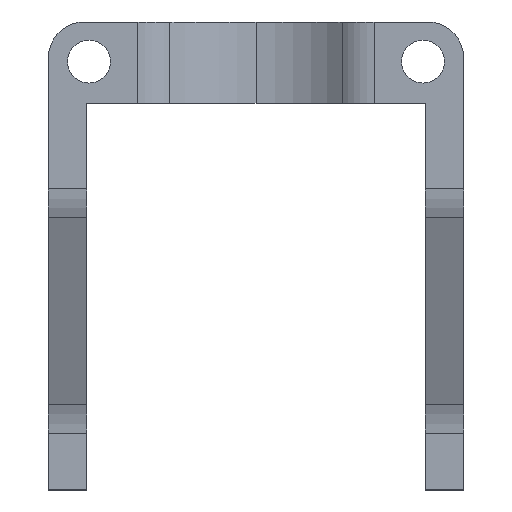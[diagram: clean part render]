
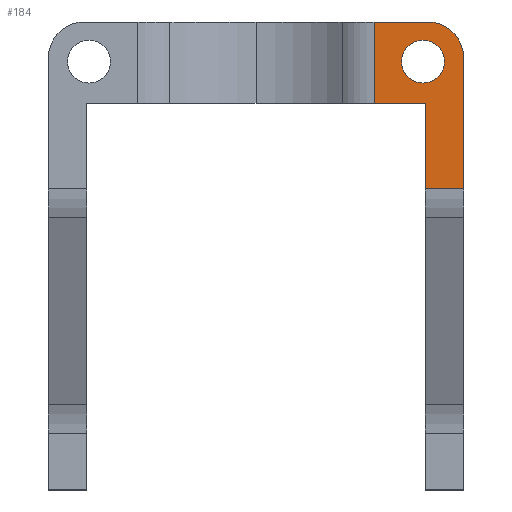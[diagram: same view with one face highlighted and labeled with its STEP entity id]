
A CAD part, left-side view. The second image highlights one B-rep face of the part: STEP entity #184.
In plain terms, the highlighted planar face has unit normal (-1, 0, 0).
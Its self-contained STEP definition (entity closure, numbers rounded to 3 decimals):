
#1 = FACE_BOUND ( 'NONE', #881, .T. ) ;
#15 = DIRECTION ( 'NONE',  ( 0., 0., -1. ) ) ;
#34 = AXIS2_PLACEMENT_3D ( 'NONE', #1128, #266, #648 ) ;
#93 = VECTOR ( 'NONE', #174, 1000. ) ;
#94 = EDGE_CURVE ( 'NONE', #1432, #774, #1237, .T. ) ;
#132 = VECTOR ( 'NONE', #294, 1000. ) ;
#174 = DIRECTION ( 'NONE',  ( 0., 0., 1. ) ) ;
#179 = CARTESIAN_POINT ( 'NONE',  ( 122.65, -71., -69.929 ) ) ;
#184 = ADVANCED_FACE ( 'NONE', ( #1, #293 ), #1143, .F. ) ;
#194 = LINE ( 'NONE', #1546, #515 ) ;
#196 = CARTESIAN_POINT ( 'NONE',  ( 122.65, -70., -16.6 ) ) ;
#202 = VERTEX_POINT ( 'NONE', #660 ) ;
#262 = CARTESIAN_POINT ( 'NONE',  ( 122.65, -71., -34. ) ) ;
#266 = DIRECTION ( 'NONE',  ( -1., 0., 0. ) ) ;
#280 = CARTESIAN_POINT ( 'NONE',  ( 122.65, -70., -25.6 ) ) ;
#293 = FACE_OUTER_BOUND ( 'NONE', #1366, .T. ) ;
#294 = DIRECTION ( 'NONE',  ( 0., 0., 1. ) ) ;
#298 = CARTESIAN_POINT ( 'NONE',  ( 122.65, -49.508, -34. ) ) ;
#307 = DIRECTION ( 'NONE',  ( 0., 0., -1. ) ) ;
#380 = DIRECTION ( 'NONE',  ( 0., 0., -1. ) ) ;
#385 = CARTESIAN_POINT ( 'NONE',  ( 122.65, -70., -16.6 ) ) ;
#404 = CIRCLE ( 'NONE', #34, 15. ) ;
#408 = EDGE_CURVE ( 'NONE', #493, #1044, #194, .T. ) ;
#411 = AXIS2_PLACEMENT_3D ( 'NONE', #1387, #883, #15 ) ;
#431 = EDGE_CURVE ( 'NONE', #1432, #662, #463, .T. ) ;
#443 = EDGE_CURVE ( 'NONE', #493, #918, #984, .T. ) ;
#455 = ORIENTED_EDGE ( 'NONE', *, *, #1545, .T. ) ;
#463 = LINE ( 'NONE', #802, #132 ) ;
#483 = VECTOR ( 'NONE', #1598, 1000. ) ;
#484 = CIRCLE ( 'NONE', #1374, 9. ) ;
#487 = CIRCLE ( 'NONE', #1278, 9. ) ;
#493 = VERTEX_POINT ( 'NONE', #832 ) ;
#515 = VECTOR ( 'NONE', #1148, 1000. ) ;
#540 = DIRECTION ( 'NONE',  ( 0., 1., 0. ) ) ;
#556 = CARTESIAN_POINT ( 'NONE',  ( 122.65, -87., -15. ) ) ;
#596 = VECTOR ( 'NONE', #851, 1000. ) ;
#648 = DIRECTION ( 'NONE',  ( 0., 0., -1. ) ) ;
#660 = CARTESIAN_POINT ( 'NONE',  ( 122.65, -70., -7.6 ) ) ;
#662 = VERTEX_POINT ( 'NONE', #1101 ) ;
#663 = CARTESIAN_POINT ( 'NONE',  ( 122.65, -87., 0. ) ) ;
#682 = CARTESIAN_POINT ( 'NONE',  ( 122.65, -87., -45. ) ) ;
#702 = ORIENTED_EDGE ( 'NONE', *, *, #1312, .T. ) ;
#727 = EDGE_CURVE ( 'NONE', #1249, #1044, #1452, .T. ) ;
#731 = CARTESIAN_POINT ( 'NONE',  ( 122.65, -71., -45. ) ) ;
#774 = VERTEX_POINT ( 'NONE', #262 ) ;
#776 = DIRECTION ( 'NONE',  ( 0., 0., -1. ) ) ;
#802 = CARTESIAN_POINT ( 'NONE',  ( 122.65, -49.508, -45. ) ) ;
#828 = LINE ( 'NONE', #1357, #846 ) ;
#832 = CARTESIAN_POINT ( 'NONE',  ( 122.65, -87., -69.929 ) ) ;
#846 = VECTOR ( 'NONE', #776, 1000. ) ;
#851 = DIRECTION ( 'NONE',  ( 0., -1., 0. ) ) ;
#881 = EDGE_LOOP ( 'NONE', ( #1447, #455 ) ) ;
#883 = DIRECTION ( 'NONE',  ( 1., 0., 0. ) ) ;
#918 = VERTEX_POINT ( 'NONE', #556 ) ;
#929 = ORIENTED_EDGE ( 'NONE', *, *, #1251, .T. ) ;
#984 = LINE ( 'NONE', #682, #93 ) ;
#988 = ORIENTED_EDGE ( 'NONE', *, *, #727, .T. ) ;
#1002 = ORIENTED_EDGE ( 'NONE', *, *, #1382, .T. ) ;
#1044 = VERTEX_POINT ( 'NONE', #179 ) ;
#1101 = CARTESIAN_POINT ( 'NONE',  ( 122.65, -49.508, 0. ) ) ;
#1102 = VERTEX_POINT ( 'NONE', #1411 ) ;
#1128 = CARTESIAN_POINT ( 'NONE',  ( 122.65, -72., -15. ) ) ;
#1143 = PLANE ( 'NONE',  #411 ) ;
#1148 = DIRECTION ( 'NONE',  ( 0., 1., 0. ) ) ;
#1152 = ORIENTED_EDGE ( 'NONE', *, *, #408, .F. ) ;
#1168 = ORIENTED_EDGE ( 'NONE', *, *, #431, .F. ) ;
#1222 = LINE ( 'NONE', #663, #1572 ) ;
#1231 = CARTESIAN_POINT ( 'NONE',  ( 122.65, -71., -45. ) ) ;
#1237 = LINE ( 'NONE', #1328, #596 ) ;
#1249 = VERTEX_POINT ( 'NONE', #1231 ) ;
#1251 = EDGE_CURVE ( 'NONE', #774, #1249, #828, .T. ) ;
#1266 = EDGE_CURVE ( 'NONE', #1469, #202, #487, .T. ) ;
#1278 = AXIS2_PLACEMENT_3D ( 'NONE', #385, #1482, #380 ) ;
#1302 = DIRECTION ( 'NONE',  ( 1., 0., 0. ) ) ;
#1312 = EDGE_CURVE ( 'NONE', #918, #1102, #404, .T. ) ;
#1328 = CARTESIAN_POINT ( 'NONE',  ( 122.65, -87., -34. ) ) ;
#1357 = CARTESIAN_POINT ( 'NONE',  ( 122.65, -71., -45. ) ) ;
#1366 = EDGE_LOOP ( 'NONE', ( #1404, #929, #988, #1152, #1409, #702, #1002, #1168 ) ) ;
#1374 = AXIS2_PLACEMENT_3D ( 'NONE', #196, #1302, #307 ) ;
#1382 = EDGE_CURVE ( 'NONE', #1102, #662, #1222, .T. ) ;
#1387 = CARTESIAN_POINT ( 'NONE',  ( 122.65, 87., -45. ) ) ;
#1404 = ORIENTED_EDGE ( 'NONE', *, *, #94, .T. ) ;
#1409 = ORIENTED_EDGE ( 'NONE', *, *, #443, .T. ) ;
#1411 = CARTESIAN_POINT ( 'NONE',  ( 122.65, -72., 0. ) ) ;
#1432 = VERTEX_POINT ( 'NONE', #298 ) ;
#1447 = ORIENTED_EDGE ( 'NONE', *, *, #1266, .T. ) ;
#1452 = LINE ( 'NONE', #731, #483 ) ;
#1469 = VERTEX_POINT ( 'NONE', #280 ) ;
#1482 = DIRECTION ( 'NONE',  ( 1., 0., 0. ) ) ;
#1545 = EDGE_CURVE ( 'NONE', #202, #1469, #484, .T. ) ;
#1546 = CARTESIAN_POINT ( 'NONE',  ( 122.65, -243.353, -69.929 ) ) ;
#1572 = VECTOR ( 'NONE', #540, 1000. ) ;
#1598 = DIRECTION ( 'NONE',  ( 0., 0., -1. ) ) ;
